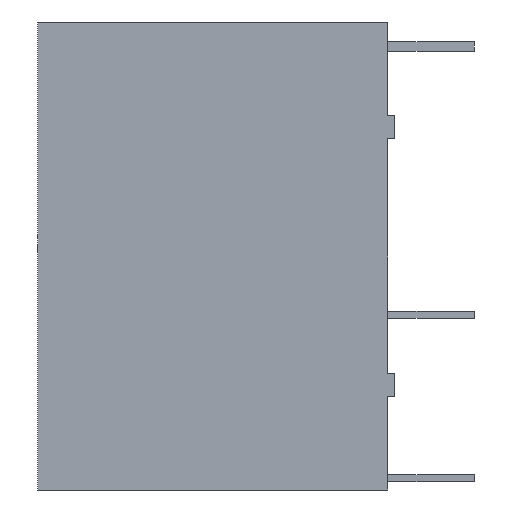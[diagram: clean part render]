
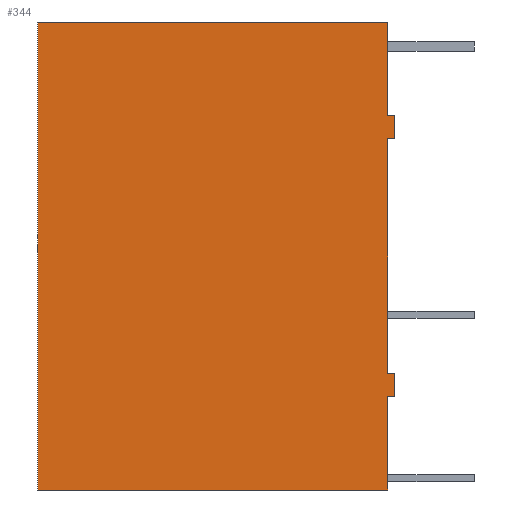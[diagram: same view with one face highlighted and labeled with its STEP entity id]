
A CAD part, left-side view. The second image highlights one B-rep face of the part: STEP entity #344.
In plain terms, the highlighted planar face has unit normal (-1, 0, 0).
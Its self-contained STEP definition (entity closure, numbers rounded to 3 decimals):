
#6 = VECTOR ( 'NONE', #293, 1000. ) ;
#13 = LINE ( 'NONE', #101, #1017 ) ;
#39 = CARTESIAN_POINT ( 'NONE',  ( -3.5, -7.65, 20.05 ) ) ;
#40 = VERTEX_POINT ( 'NONE', #73 ) ;
#73 = CARTESIAN_POINT ( 'NONE',  ( -3.5, -7.35, 5.002 ) ) ;
#98 = VECTOR ( 'NONE', #1024, 1000. ) ;
#101 = CARTESIAN_POINT ( 'NONE',  ( -3.5, -7.65, 15.048 ) ) ;
#130 = DIRECTION ( 'NONE',  ( 0., -1., 0. ) ) ;
#149 = CARTESIAN_POINT ( 'NONE',  ( -3.5, -7.35, 15.048 ) ) ;
#184 = CARTESIAN_POINT ( 'NONE',  ( -3.5, -7.65, 0. ) ) ;
#207 = CARTESIAN_POINT ( 'NONE',  ( -3.5, -7.65, 20.05 ) ) ;
#210 = ORIENTED_EDGE ( 'NONE', *, *, #642, .T. ) ;
#212 = CARTESIAN_POINT ( 'NONE',  ( -3.5, -7.35, 15.048 ) ) ;
#221 = CARTESIAN_POINT ( 'NONE',  ( -3.5, -7.35, 4.007 ) ) ;
#228 = VECTOR ( 'NONE', #130, 1000. ) ;
#244 = EDGE_CURVE ( 'NONE', #772, #742, #611, .T. ) ;
#253 = CARTESIAN_POINT ( 'NONE',  ( -3.5, -7.65, 4.007 ) ) ;
#262 = EDGE_CURVE ( 'NONE', #329, #286, #470, .T. ) ;
#267 = LINE ( 'NONE', #686, #559 ) ;
#276 = LINE ( 'NONE', #212, #1093 ) ;
#282 = VECTOR ( 'NONE', #593, 1000. ) ;
#286 = VERTEX_POINT ( 'NONE', #542 ) ;
#288 = DIRECTION ( 'NONE',  ( 0., 1., 0. ) ) ;
#293 = DIRECTION ( 'NONE',  ( 0., 0., -1. ) ) ;
#298 = DIRECTION ( 'NONE',  ( 0., 0., -1. ) ) ;
#315 = CARTESIAN_POINT ( 'NONE',  ( -3.5, 7.65, 20.05 ) ) ;
#319 = VECTOR ( 'NONE', #966, 1000. ) ;
#329 = VERTEX_POINT ( 'NONE', #628 ) ;
#338 = CARTESIAN_POINT ( 'NONE',  ( -3.5, -7.35, 20.05 ) ) ;
#344 = ADVANCED_FACE ( 'NONE', ( #461 ), #1049, .F. ) ;
#345 = DIRECTION ( 'NONE',  ( 0., 0., 1. ) ) ;
#361 = EDGE_LOOP ( 'NONE', ( #737, #957, #566, #718, #533, #550, #741, #831, #562, #567, #210, #738 ) ) ;
#370 = VERTEX_POINT ( 'NONE', #221 ) ;
#381 = DIRECTION ( 'NONE',  ( 1., 0., 0. ) ) ;
#389 = VERTEX_POINT ( 'NONE', #315 ) ;
#416 = VERTEX_POINT ( 'NONE', #149 ) ;
#449 = VERTEX_POINT ( 'NONE', #902 ) ;
#454 = CARTESIAN_POINT ( 'NONE',  ( -3.5, -7.35, 16.043 ) ) ;
#461 = FACE_OUTER_BOUND ( 'NONE', #361, .T. ) ;
#470 = LINE ( 'NONE', #207, #6 ) ;
#529 = CARTESIAN_POINT ( 'NONE',  ( -3.5, -7.65, 16.043 ) ) ;
#533 = ORIENTED_EDGE ( 'NONE', *, *, #1070, .T. ) ;
#534 = LINE ( 'NONE', #881, #931 ) ;
#538 = VERTEX_POINT ( 'NONE', #687 ) ;
#540 = DIRECTION ( 'NONE',  ( 0., 0., -1. ) ) ;
#542 = CARTESIAN_POINT ( 'NONE',  ( -3.5, -7.65, 4.007 ) ) ;
#546 = LINE ( 'NONE', #786, #319 ) ;
#550 = ORIENTED_EDGE ( 'NONE', *, *, #696, .T. ) ;
#551 = DIRECTION ( 'NONE',  ( 0., 1., 0. ) ) ;
#555 = VERTEX_POINT ( 'NONE', #338 ) ;
#559 = VECTOR ( 'NONE', #345, 1000. ) ;
#562 = ORIENTED_EDGE ( 'NONE', *, *, #729, .T. ) ;
#566 = ORIENTED_EDGE ( 'NONE', *, *, #868, .F. ) ;
#567 = ORIENTED_EDGE ( 'NONE', *, *, #1079, .T. ) ;
#579 = LINE ( 'NONE', #813, #228 ) ;
#593 = DIRECTION ( 'NONE',  ( 0., -1., 0. ) ) ;
#598 = CARTESIAN_POINT ( 'NONE',  ( -3.5, -7.65, 20.05 ) ) ;
#603 = DIRECTION ( 'NONE',  ( 0., 0., 1. ) ) ;
#611 = LINE ( 'NONE', #454, #837 ) ;
#621 = CARTESIAN_POINT ( 'NONE',  ( -3.5, 7.65, 20.05 ) ) ;
#628 = CARTESIAN_POINT ( 'NONE',  ( -3.5, -7.65, 5.002 ) ) ;
#642 = EDGE_CURVE ( 'NONE', #416, #449, #13, .T. ) ;
#663 = EDGE_CURVE ( 'NONE', #389, #1031, #862, .T. ) ;
#674 = CARTESIAN_POINT ( 'NONE',  ( -3.5, 7.65, 0. ) ) ;
#680 = LINE ( 'NONE', #598, #98 ) ;
#686 = CARTESIAN_POINT ( 'NONE',  ( -3.5, -7.35, 20.05 ) ) ;
#687 = CARTESIAN_POINT ( 'NONE',  ( -3.5, -7.35, 0. ) ) ;
#695 = DIRECTION ( 'NONE',  ( 0., -1., 0. ) ) ;
#696 = EDGE_CURVE ( 'NONE', #538, #370, #546, .T. ) ;
#718 = ORIENTED_EDGE ( 'NONE', *, *, #663, .T. ) ;
#729 = EDGE_CURVE ( 'NONE', #329, #40, #534, .T. ) ;
#737 = ORIENTED_EDGE ( 'NONE', *, *, #244, .T. ) ;
#738 = ORIENTED_EDGE ( 'NONE', *, *, #1028, .F. ) ;
#741 = ORIENTED_EDGE ( 'NONE', *, *, #1008, .T. ) ;
#742 = VERTEX_POINT ( 'NONE', #959 ) ;
#749 = DIRECTION ( 'NONE',  ( 0., -1., 0. ) ) ;
#772 = VERTEX_POINT ( 'NONE', #529 ) ;
#773 = LINE ( 'NONE', #184, #838 ) ;
#786 = CARTESIAN_POINT ( 'NONE',  ( -3.5, -7.35, 0. ) ) ;
#813 = CARTESIAN_POINT ( 'NONE',  ( -3.5, -7.65, 20.05 ) ) ;
#831 = ORIENTED_EDGE ( 'NONE', *, *, #262, .F. ) ;
#837 = VECTOR ( 'NONE', #288, 1000. ) ;
#838 = VECTOR ( 'NONE', #695, 1000. ) ;
#840 = LINE ( 'NONE', #253, #282 ) ;
#862 = LINE ( 'NONE', #621, #1073 ) ;
#868 = EDGE_CURVE ( 'NONE', #389, #555, #579, .T. ) ;
#881 = CARTESIAN_POINT ( 'NONE',  ( -3.5, -7.65, 5.002 ) ) ;
#902 = CARTESIAN_POINT ( 'NONE',  ( -3.5, -7.65, 15.048 ) ) ;
#931 = VECTOR ( 'NONE', #551, 1000. ) ;
#957 = ORIENTED_EDGE ( 'NONE', *, *, #1022, .T. ) ;
#959 = CARTESIAN_POINT ( 'NONE',  ( -3.5, -7.35, 16.043 ) ) ;
#966 = DIRECTION ( 'NONE',  ( 0., 0., 1. ) ) ;
#1008 = EDGE_CURVE ( 'NONE', #370, #286, #840, .T. ) ;
#1017 = VECTOR ( 'NONE', #749, 1000. ) ;
#1022 = EDGE_CURVE ( 'NONE', #742, #555, #267, .T. ) ;
#1024 = DIRECTION ( 'NONE',  ( 0., 0., -1. ) ) ;
#1028 = EDGE_CURVE ( 'NONE', #772, #449, #680, .T. ) ;
#1031 = VERTEX_POINT ( 'NONE', #674 ) ;
#1049 = PLANE ( 'NONE',  #1071 ) ;
#1070 = EDGE_CURVE ( 'NONE', #1031, #538, #773, .T. ) ;
#1071 = AXIS2_PLACEMENT_3D ( 'NONE', #39, #381, #298 ) ;
#1073 = VECTOR ( 'NONE', #540, 1000. ) ;
#1079 = EDGE_CURVE ( 'NONE', #40, #416, #276, .T. ) ;
#1093 = VECTOR ( 'NONE', #603, 1000. ) ;
